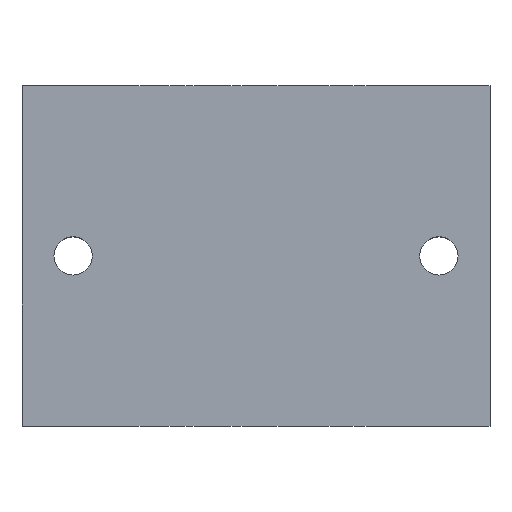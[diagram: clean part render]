
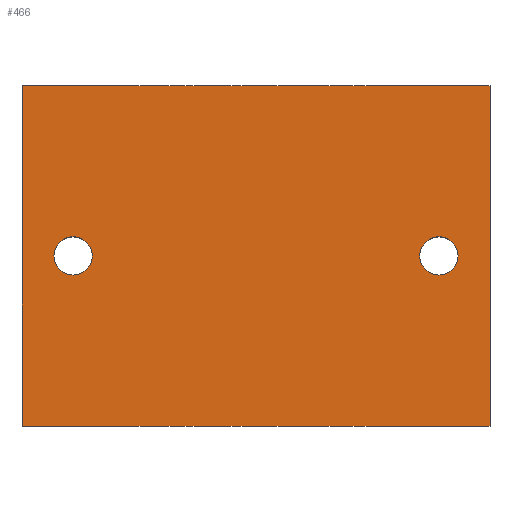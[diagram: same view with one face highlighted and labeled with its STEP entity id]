
A CAD part, top view. The second image highlights one B-rep face of the part: STEP entity #466.
In plain terms, the highlighted planar face has unit normal (0, 0, 1).
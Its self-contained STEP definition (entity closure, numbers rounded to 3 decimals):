
#17 = DIRECTION ( 'NONE',  ( 0., 0., 1. ) ) ;
#36 = VERTEX_POINT ( 'NONE', #481 ) ;
#38 = DIRECTION ( 'NONE',  ( 0., 0., 1. ) ) ;
#40 = VERTEX_POINT ( 'NONE', #487 ) ;
#41 = EDGE_CURVE ( 'NONE', #161, #40, #378, .T. ) ;
#53 = DIRECTION ( 'NONE',  ( 1., 0., 0. ) ) ;
#81 = CIRCLE ( 'NONE', #666, 2.25 ) ;
#83 = ORIENTED_EDGE ( 'NONE', *, *, #267, .F. ) ;
#94 = DIRECTION ( 'NONE',  ( 1., 0., 0. ) ) ;
#98 = DIRECTION ( 'NONE',  ( 0., 0., 1. ) ) ;
#108 = AXIS2_PLACEMENT_3D ( 'NONE', #278, #98, #636 ) ;
#114 = DIRECTION ( 'NONE',  ( 0., 1., 0. ) ) ;
#115 = AXIS2_PLACEMENT_3D ( 'NONE', #375, #653, #53 ) ;
#125 = DIRECTION ( 'NONE',  ( -1., 0., 0. ) ) ;
#126 = VERTEX_POINT ( 'NONE', #505 ) ;
#154 = FACE_OUTER_BOUND ( 'NONE', #634, .T. ) ;
#161 = VERTEX_POINT ( 'NONE', #611 ) ;
#162 = AXIS2_PLACEMENT_3D ( 'NONE', #469, #38, #239 ) ;
#164 = VERTEX_POINT ( 'NONE', #223 ) ;
#166 = CARTESIAN_POINT ( 'NONE',  ( 67.5, 83., 7. ) ) ;
#168 = EDGE_CURVE ( 'NONE', #164, #183, #537, .T. ) ;
#170 = FACE_BOUND ( 'NONE', #381, .T. ) ;
#172 = VERTEX_POINT ( 'NONE', #556 ) ;
#174 = VECTOR ( 'NONE', #114, 1000. ) ;
#176 = ORIENTED_EDGE ( 'NONE', *, *, #394, .T. ) ;
#183 = VERTEX_POINT ( 'NONE', #543 ) ;
#188 = CARTESIAN_POINT ( 'NONE',  ( 61.5, 63., 7. ) ) ;
#206 = EDGE_CURVE ( 'NONE', #172, #161, #607, .T. ) ;
#215 = CIRCLE ( 'NONE', #115, 2.25 ) ;
#223 = CARTESIAN_POINT ( 'NONE',  ( 16.25, 63., 7. ) ) ;
#234 = VERTEX_POINT ( 'NONE', #236 ) ;
#236 = CARTESIAN_POINT ( 'NONE',  ( 63.75, 63., 7. ) ) ;
#239 = DIRECTION ( 'NONE',  ( 1., 0., 0. ) ) ;
#257 = EDGE_CURVE ( 'NONE', #126, #172, #454, .T. ) ;
#267 = EDGE_CURVE ( 'NONE', #183, #164, #595, .T. ) ;
#278 = CARTESIAN_POINT ( 'NONE',  ( 0., 0., 7. ) ) ;
#305 = AXIS2_PLACEMENT_3D ( 'NONE', #398, #17, #548 ) ;
#353 = DIRECTION ( 'NONE',  ( 0., 0., 1. ) ) ;
#364 = LINE ( 'NONE', #580, #684 ) ;
#368 = PLANE ( 'NONE',  #108 ) ;
#375 = CARTESIAN_POINT ( 'NONE',  ( 61.5, 63., 7. ) ) ;
#378 = LINE ( 'NONE', #528, #515 ) ;
#381 = EDGE_LOOP ( 'NONE', ( #664, #645 ) ) ;
#384 = FACE_BOUND ( 'NONE', #536, .T. ) ;
#394 = EDGE_CURVE ( 'NONE', #40, #126, #364, .T. ) ;
#398 = CARTESIAN_POINT ( 'NONE',  ( 18.5, 63., 7. ) ) ;
#402 = ORIENTED_EDGE ( 'NONE', *, *, #41, .T. ) ;
#436 = VECTOR ( 'NONE', #125, 1000. ) ;
#454 = LINE ( 'NONE', #599, #174 ) ;
#466 = ADVANCED_FACE ( 'NONE', ( #384, #170, #154 ), #368, .T. ) ;
#469 = CARTESIAN_POINT ( 'NONE',  ( 18.5, 63., 7. ) ) ;
#481 = CARTESIAN_POINT ( 'NONE',  ( 59.25, 63., 7. ) ) ;
#487 = CARTESIAN_POINT ( 'NONE',  ( 12.5, 43., 7. ) ) ;
#505 = CARTESIAN_POINT ( 'NONE',  ( 67.5, 43., 7. ) ) ;
#515 = VECTOR ( 'NONE', #540, 1000. ) ;
#521 = ORIENTED_EDGE ( 'NONE', *, *, #206, .T. ) ;
#528 = CARTESIAN_POINT ( 'NONE',  ( 12.5, 43., 7. ) ) ;
#536 = EDGE_LOOP ( 'NONE', ( #83, #573 ) ) ;
#537 = CIRCLE ( 'NONE', #305, 2.25 ) ;
#539 = EDGE_CURVE ( 'NONE', #234, #36, #215, .T. ) ;
#540 = DIRECTION ( 'NONE',  ( 0., -1., 0. ) ) ;
#543 = CARTESIAN_POINT ( 'NONE',  ( 20.75, 63., 7. ) ) ;
#548 = DIRECTION ( 'NONE',  ( 1., 0., 0. ) ) ;
#556 = CARTESIAN_POINT ( 'NONE',  ( 67.5, 83., 7. ) ) ;
#573 = ORIENTED_EDGE ( 'NONE', *, *, #168, .F. ) ;
#580 = CARTESIAN_POINT ( 'NONE',  ( 67.5, 43., 7. ) ) ;
#595 = CIRCLE ( 'NONE', #162, 2.25 ) ;
#599 = CARTESIAN_POINT ( 'NONE',  ( 67.5, 43., 7. ) ) ;
#605 = ORIENTED_EDGE ( 'NONE', *, *, #257, .T. ) ;
#607 = LINE ( 'NONE', #166, #436 ) ;
#611 = CARTESIAN_POINT ( 'NONE',  ( 12.5, 83., 7. ) ) ;
#619 = EDGE_CURVE ( 'NONE', #36, #234, #81, .T. ) ;
#620 = DIRECTION ( 'NONE',  ( 1., 0., 0. ) ) ;
#634 = EDGE_LOOP ( 'NONE', ( #402, #176, #605, #521 ) ) ;
#636 = DIRECTION ( 'NONE',  ( 1., 0., 0. ) ) ;
#645 = ORIENTED_EDGE ( 'NONE', *, *, #619, .F. ) ;
#653 = DIRECTION ( 'NONE',  ( 0., 0., 1. ) ) ;
#664 = ORIENTED_EDGE ( 'NONE', *, *, #539, .F. ) ;
#666 = AXIS2_PLACEMENT_3D ( 'NONE', #188, #353, #620 ) ;
#684 = VECTOR ( 'NONE', #94, 1000. ) ;
